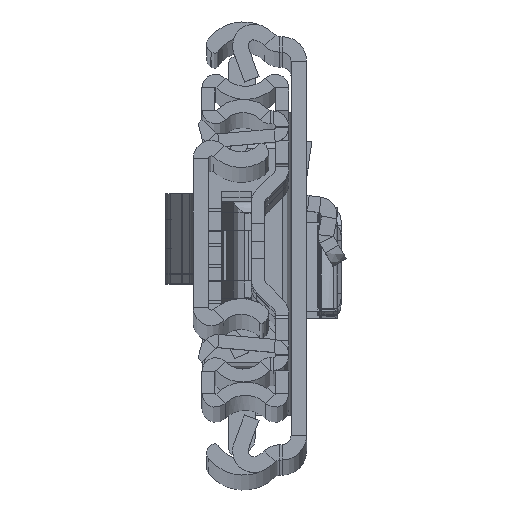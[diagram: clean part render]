
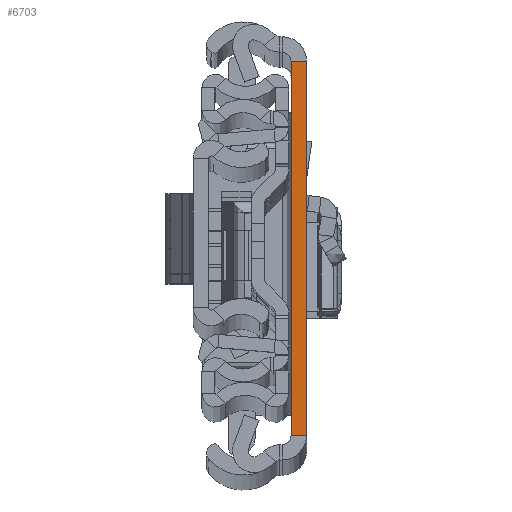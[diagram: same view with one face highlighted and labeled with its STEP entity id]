
A CAD part, top view. The second image highlights one B-rep face of the part: STEP entity #6703.
In plain terms, the highlighted planar face has unit normal (0, 0, 1).
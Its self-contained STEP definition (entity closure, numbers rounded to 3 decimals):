
#1492 = DIRECTION ( 'NONE',  ( 0., 1., 0. ) ) ;
#1926 = ORIENTED_EDGE ( 'NONE', *, *, #3693, .T. ) ;
#2439 = ORIENTED_EDGE ( 'NONE', *, *, #10079, .F. ) ;
#3346 = VERTEX_POINT ( 'NONE', #18450 ) ;
#3406 = VERTEX_POINT ( 'NONE', #17047 ) ;
#3693 = EDGE_CURVE ( 'NONE', #9486, #3406, #13055, .T. ) ;
#3904 = CARTESIAN_POINT ( 'NONE',  ( 2.6, -31.5, 0. ) ) ;
#5197 = DIRECTION ( 'NONE',  ( 0., 1., 0. ) ) ;
#5199 = VECTOR ( 'NONE', #12043, 1000. ) ;
#5701 = DIRECTION ( 'NONE',  ( 1., 0., 0. ) ) ;
#5819 = LINE ( 'NONE', #18178, #9138 ) ;
#6629 = CARTESIAN_POINT ( 'NONE',  ( 0., -31.5, 0. ) ) ;
#6637 = CARTESIAN_POINT ( 'NONE',  ( 2.6, -31.5, 0. ) ) ;
#6703 = ADVANCED_FACE ( 'NONE', ( #8204 ), #14272, .F. ) ;
#7342 = VERTEX_POINT ( 'NONE', #6629 ) ;
#8204 = FACE_OUTER_BOUND ( 'NONE', #19098, .T. ) ;
#8769 = VECTOR ( 'NONE', #1492, 1000. ) ;
#8895 = CARTESIAN_POINT ( 'NONE',  ( 2.6, 31.5, 0. ) ) ;
#9138 = VECTOR ( 'NONE', #16579, 1000. ) ;
#9486 = VERTEX_POINT ( 'NONE', #18460 ) ;
#9977 = DIRECTION ( 'NONE',  ( 0., 0., -1. ) ) ;
#10079 = EDGE_CURVE ( 'NONE', #7342, #3346, #10244, .T. ) ;
#10244 = LINE ( 'NONE', #11647, #5199 ) ;
#11647 = CARTESIAN_POINT ( 'NONE',  ( 0., -31.5, 0. ) ) ;
#12043 = DIRECTION ( 'NONE',  ( 0., 1., 0. ) ) ;
#13055 = LINE ( 'NONE', #6637, #8769 ) ;
#13170 = EDGE_CURVE ( 'NONE', #7342, #9486, #5819, .T. ) ;
#13274 = LINE ( 'NONE', #8895, #13886 ) ;
#13886 = VECTOR ( 'NONE', #5701, 1000. ) ;
#14272 = PLANE ( 'NONE',  #17536 ) ;
#14619 = EDGE_CURVE ( 'NONE', #3346, #3406, #13274, .T. ) ;
#15856 = ORIENTED_EDGE ( 'NONE', *, *, #14619, .F. ) ;
#15978 = ORIENTED_EDGE ( 'NONE', *, *, #13170, .T. ) ;
#16579 = DIRECTION ( 'NONE',  ( 1., 0., 0. ) ) ;
#17047 = CARTESIAN_POINT ( 'NONE',  ( 2.6, 31.5, 0. ) ) ;
#17536 = AXIS2_PLACEMENT_3D ( 'NONE', #3904, #9977, #5197 ) ;
#18178 = CARTESIAN_POINT ( 'NONE',  ( 2.6, -31.5, 0. ) ) ;
#18450 = CARTESIAN_POINT ( 'NONE',  ( 0., 31.5, 0. ) ) ;
#18460 = CARTESIAN_POINT ( 'NONE',  ( 2.6, -31.5, 0. ) ) ;
#19098 = EDGE_LOOP ( 'NONE', ( #15856, #2439, #15978, #1926 ) ) ;
